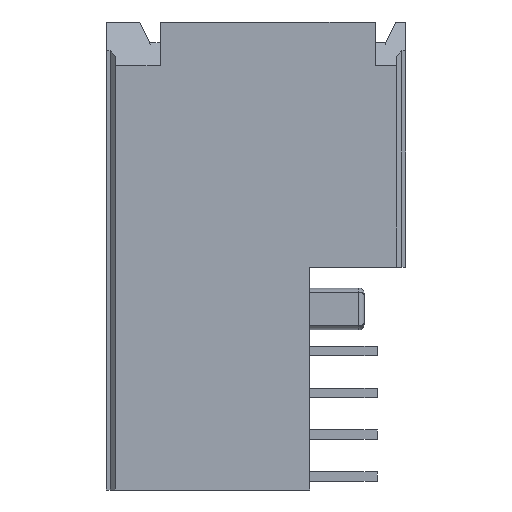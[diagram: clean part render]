
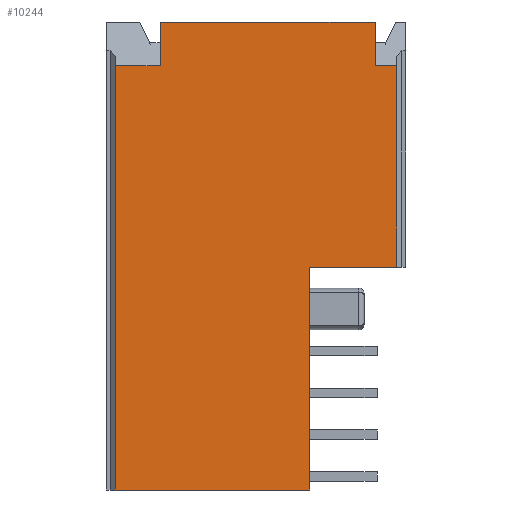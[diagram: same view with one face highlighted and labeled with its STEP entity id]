
A CAD part, left-side view. The second image highlights one B-rep face of the part: STEP entity #10244.
In plain terms, the highlighted planar face has unit normal (-1, 0, 0).
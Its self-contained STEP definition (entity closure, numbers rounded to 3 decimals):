
#536=DIRECTION('',(0.,1.,0.));
#537=VECTOR('',#536,10.26);
#538=CARTESIAN_POINT('',(-13.475,-3.13,0.));
#539=LINE('',#538,#537);
#2720=DIRECTION('',(0.,0.,-1.));
#2721=VECTOR('',#2720,2.08);
#2722=CARTESIAN_POINT('',(-13.475,-3.13,0.));
#2723=LINE('',#2722,#2721);
#2724=DIRECTION('',(0.,1.,0.));
#2725=VECTOR('',#2724,1.02);
#2726=CARTESIAN_POINT('',(-13.475,-4.15,-2.08));
#2727=LINE('',#2726,#2725);
#2728=DIRECTION('',(0.,0.,1.));
#2729=VECTOR('',#2728,9.62);
#2730=CARTESIAN_POINT('',(-13.475,-4.15,-11.7));
#2731=LINE('',#2730,#2729);
#2732=DIRECTION('',(0.,1.,0.));
#2733=VECTOR('',#2732,4.15);
#2734=CARTESIAN_POINT('',(-13.475,-4.15,-11.7));
#2735=LINE('',#2734,#2733);
#2736=DIRECTION('',(0.,0.,1.));
#2737=VECTOR('',#2736,10.64);
#2738=CARTESIAN_POINT('',(-13.475,0.,-22.34));
#2739=LINE('',#2738,#2737);
#2740=DIRECTION('',(0.,1.,0.));
#2741=VECTOR('',#2740,9.27);
#2742=CARTESIAN_POINT('',(-13.475,0.,-22.34));
#2743=LINE('',#2742,#2741);
#2744=DIRECTION('',(0.,0.,1.));
#2745=VECTOR('',#2744,20.26);
#2746=CARTESIAN_POINT('',(-13.475,9.27,-22.34));
#2747=LINE('',#2746,#2745);
#2748=DIRECTION('',(0.,-1.,0.));
#2749=VECTOR('',#2748,2.14);
#2750=CARTESIAN_POINT('',(-13.475,9.27,-2.08));
#2751=LINE('',#2750,#2749);
#2752=DIRECTION('',(0.,0.,-1.));
#2753=VECTOR('',#2752,2.08);
#2754=CARTESIAN_POINT('',(-13.475,7.13,0.));
#2755=LINE('',#2754,#2753);
#4946=CARTESIAN_POINT('',(-13.475,0.,-22.34));
#4947=VERTEX_POINT('',#4946);
#4948=CARTESIAN_POINT('',(-13.475,0.,-11.7));
#4949=VERTEX_POINT('',#4948);
#5134=CARTESIAN_POINT('',(-13.475,9.27,-22.34));
#5136=VERTEX_POINT('',#5134);
#5156=CARTESIAN_POINT('',(-13.475,-4.15,-11.7));
#5157=VERTEX_POINT('',#5156);
#5256=CARTESIAN_POINT('',(-13.475,7.13,0.));
#5257=CARTESIAN_POINT('',(-13.475,7.13,-2.08));
#5258=VERTEX_POINT('',#5256);
#5259=VERTEX_POINT('',#5257);
#5260=CARTESIAN_POINT('',(-13.475,9.27,-2.08));
#5261=VERTEX_POINT('',#5260);
#5284=CARTESIAN_POINT('',(-13.475,-3.13,0.));
#5285=CARTESIAN_POINT('',(-13.475,-3.13,-2.08));
#5286=VERTEX_POINT('',#5284);
#5287=VERTEX_POINT('',#5285);
#5288=CARTESIAN_POINT('',(-13.475,-4.15,-2.08));
#5289=VERTEX_POINT('',#5288);
#10223=CARTESIAN_POINT('',(-13.475,9.7,-22.34));
#10224=DIRECTION('',(-1.,0.,0.));
#10225=DIRECTION('',(0.,0.,1.));
#10226=AXIS2_PLACEMENT_3D('',#10223,#10224,#10225);
#10227=PLANE('',#10226);
#10228=ORIENTED_EDGE('',*,*,#6796,.T.);
#10230=ORIENTED_EDGE('',*,*,#10229,.F.);
#10232=ORIENTED_EDGE('',*,*,#10231,.F.);
#10233=ORIENTED_EDGE('',*,*,#10153,.T.);
#10234=ORIENTED_EDGE('',*,*,#7134,.F.);
#10236=ORIENTED_EDGE('',*,*,#10235,.T.);
#10238=ORIENTED_EDGE('',*,*,#10237,.T.);
#10239=ORIENTED_EDGE('',*,*,#10209,.T.);
#10240=ORIENTED_EDGE('',*,*,#6842,.F.);
#10241=ORIENTED_EDGE('',*,*,#6952,.F.);
#10242=EDGE_LOOP('',(#10228,#10230,#10232,#10233,#10234,#10236,#10238,#10239,
#10240,#10241));
#10243=FACE_OUTER_BOUND('',#10242,.F.);
#10244=ADVANCED_FACE('',(#10243),#10227,.T.);
#6796=EDGE_CURVE('',#5286,#5287,#2723,.T.);
#6842=EDGE_CURVE('',#5258,#5259,#2755,.T.);
#6952=EDGE_CURVE('',#5286,#5258,#539,.T.);
#7134=EDGE_CURVE('',#4947,#4949,#2739,.T.);
#10153=EDGE_CURVE('',#5157,#4949,#2735,.T.);
#10209=EDGE_CURVE('',#5261,#5259,#2751,.T.);
#10229=EDGE_CURVE('',#5289,#5287,#2727,.T.);
#10231=EDGE_CURVE('',#5157,#5289,#2731,.T.);
#10235=EDGE_CURVE('',#4947,#5136,#2743,.T.);
#10237=EDGE_CURVE('',#5136,#5261,#2747,.T.);
